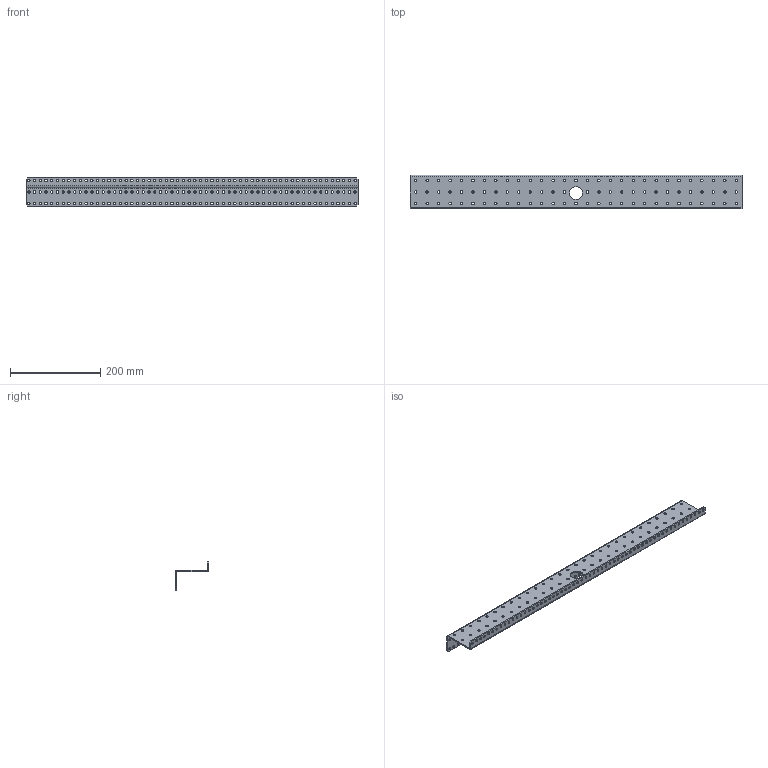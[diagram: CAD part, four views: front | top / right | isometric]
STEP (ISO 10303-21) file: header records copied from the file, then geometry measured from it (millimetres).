
FILE_DESCRIPTION (( 'STEP AP214' ), '1' );
FILE_NAME ('am-3975 AM14U4 Cross Plate XL.STEP', '2018-10-09T19:48:22', ( '' ), ( '' ), 'SwSTEP 2.0', 'SolidWorks 2018', '' );
FILE_SCHEMA (( 'AUTOMOTIVE_DESIGN' ));
Length unit declared in the file: inch
Products named in the file (1): am-3975 AM14U4 Cross Plate XL
Bounding box: 736.6 x 74.54 x 63.5 mm (x, y, z)
Volume: 290188.4 mm3; surface area: 202411.5 mm2
Topology: 1 solids, 1 shells, 287 faces, 1042 edges, 757 vertices
Faces by surface type: cylinder 265, plane 22
Full cylindrical faces by diameter (mm): 5.334 x260, 28.575 x1
Entity records: 9594 total; most frequent: DIRECTION 1684, CARTESIAN_POINT 1420, ORIENTED_EDGE 1156, EDGE_LOOP 1070, AXIS2_PLACEMENT_3D 818, EDGE_CURVE 578, VERTEX_POINT 554, FACE_OUTER_BOUND 548
